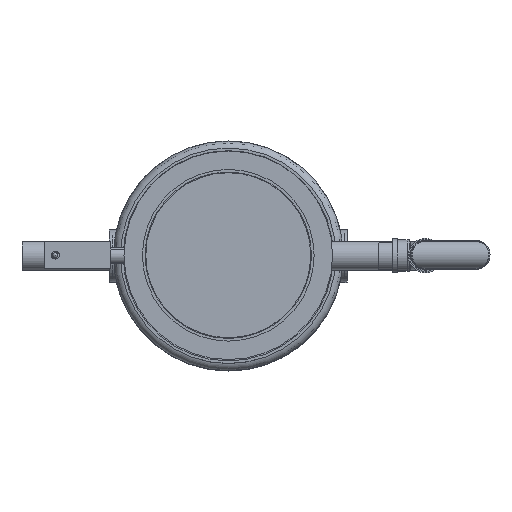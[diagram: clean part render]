
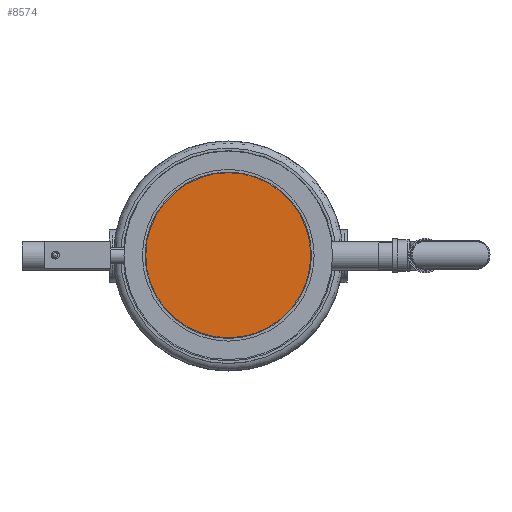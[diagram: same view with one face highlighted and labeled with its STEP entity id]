
A CAD part, top view. The second image highlights one B-rep face of the part: STEP entity #8574.
In plain terms, the highlighted planar face has unit normal (0, 0, 1).
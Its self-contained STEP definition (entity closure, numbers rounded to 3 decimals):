
#1889=ORIENTED_EDGE('',*,*,#3961,.F.);
#3961=EDGE_CURVE('',#5052,#5052,#5853,.T.);
#5052=VERTEX_POINT('',#14336);
#5853=CIRCLE('',#9564,312.5);
#6465=EDGE_LOOP('',(#1889));
#7439=FACE_BOUND('',#6465,.T.);
#8277=PLANE('',#9566);
#8574=ADVANCED_FACE('',(#7439),#8277,.F.);
#9564=AXIS2_PLACEMENT_3D('',#14335,#11013,#11014);
#9566=AXIS2_PLACEMENT_3D('',#14339,#11017,#11018);
#11013=DIRECTION('',(0.,0.,-1.));
#11014=DIRECTION('',(1.,0.,0.));
#11017=DIRECTION('',(0.,0.,-1.));
#11018=DIRECTION('',(-1.,0.,0.));
#14335=CARTESIAN_POINT('',(0.,0.,40.));
#14336=CARTESIAN_POINT('',(312.5,0.,40.));
#14339=CARTESIAN_POINT('',(0.,0.,40.));
